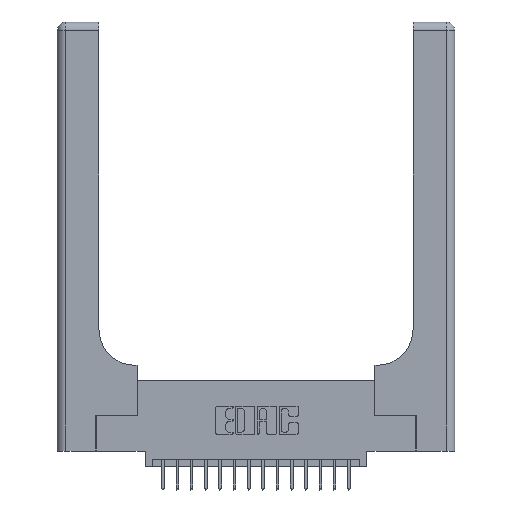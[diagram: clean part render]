
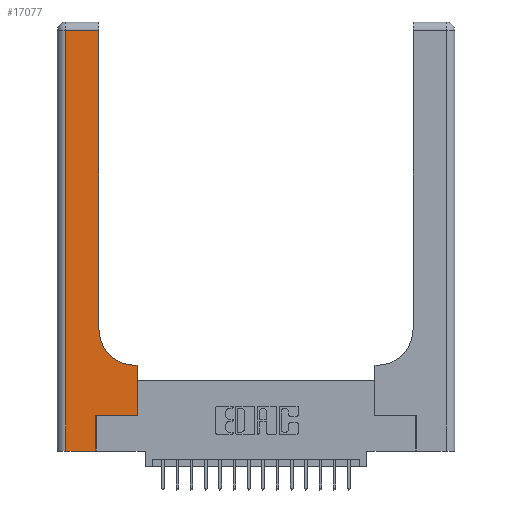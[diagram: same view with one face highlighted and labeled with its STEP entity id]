
A CAD part, top view. The second image highlights one B-rep face of the part: STEP entity #17077.
In plain terms, the highlighted planar face has unit normal (0, 0, 1).
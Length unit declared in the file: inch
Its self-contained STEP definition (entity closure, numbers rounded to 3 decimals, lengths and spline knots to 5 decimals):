
#22 = VECTOR ( 'NONE', #19779, 39.37008 ) ;
#104 = EDGE_CURVE ( 'NONE', #16314, #8073, #13324, .T. ) ;
#249 = EDGE_LOOP ( 'NONE', ( #11087, #19254, #16683, #2683, #4751, #7873, #5410, #5629, #14212 ) ) ;
#387 = CARTESIAN_POINT ( 'NONE',  ( 0., 0., 0.37 ) ) ;
#757 = CARTESIAN_POINT ( 'NONE',  ( 0.269, 0., 0.37 ) ) ;
#1413 = CARTESIAN_POINT ( 'NONE',  ( 0.5415, 0.85, 0.37 ) ) ;
#1419 = CARTESIAN_POINT ( 'NONE',  ( 0., 3., 0.37 ) ) ;
#1491 = LINE ( 'NONE', #6090, #17980 ) ;
#1910 = CARTESIAN_POINT ( 'NONE',  ( 0.5415, 0.6, 0.37 ) ) ;
#2480 = EDGE_CURVE ( 'NONE', #6648, #9605, #7987, .T. ) ;
#2683 = ORIENTED_EDGE ( 'NONE', *, *, #16747, .T. ) ;
#2892 = CARTESIAN_POINT ( 'NONE',  ( 0.269, 0.25, 0.37 ) ) ;
#3085 = DIRECTION ( 'NONE',  ( 1., 0., 0. ) ) ;
#3652 = DIRECTION ( 'NONE',  ( 0., 1., 0. ) ) ;
#3755 = DIRECTION ( 'NONE',  ( 1., 0., 0. ) ) ;
#4751 = ORIENTED_EDGE ( 'NONE', *, *, #6701, .T. ) ;
#4890 = DIRECTION ( 'NONE',  ( 0., -1., 0. ) ) ;
#4932 = CARTESIAN_POINT ( 'NONE',  ( 0.5585, 0.25, 0.37 ) ) ;
#5092 = DIRECTION ( 'NONE',  ( 0., 1., 0. ) ) ;
#5094 = EDGE_CURVE ( 'NONE', #5323, #8121, #8360, .T. ) ;
#5294 = VECTOR ( 'NONE', #4890, 39.37008 ) ;
#5323 = VERTEX_POINT ( 'NONE', #1910 ) ;
#5410 = ORIENTED_EDGE ( 'NONE', *, *, #104, .T. ) ;
#5629 = ORIENTED_EDGE ( 'NONE', *, *, #12714, .T. ) ;
#5862 = DIRECTION ( 'NONE',  ( 0., 1., 0. ) ) ;
#6090 = CARTESIAN_POINT ( 'NONE',  ( 0.2915, 0.6, 0.37 ) ) ;
#6168 = VECTOR ( 'NONE', #3755, 39.37008 ) ;
#6269 = EDGE_CURVE ( 'NONE', #20149, #16314, #16667, .T. ) ;
#6648 = VERTEX_POINT ( 'NONE', #11766 ) ;
#6701 = EDGE_CURVE ( 'NONE', #12095, #20149, #13081, .T. ) ;
#6983 = VECTOR ( 'NONE', #3652, 39.37008 ) ;
#7460 = CARTESIAN_POINT ( 'NONE',  ( 0., 2.94, 0.37 ) ) ;
#7844 = DIRECTION ( 'NONE',  ( 0., 0., -1. ) ) ;
#7873 = ORIENTED_EDGE ( 'NONE', *, *, #6269, .T. ) ;
#7874 = CARTESIAN_POINT ( 'NONE',  ( 0.2915, 0.85, 0.37 ) ) ;
#7987 = LINE ( 'NONE', #7460, #11537 ) ;
#8073 = VERTEX_POINT ( 'NONE', #12326 ) ;
#8121 = VERTEX_POINT ( 'NONE', #7874 ) ;
#8360 = CIRCLE ( 'NONE', #11724, 0.25 ) ;
#8883 = LINE ( 'NONE', #14073, #5294 ) ;
#9034 = VECTOR ( 'NONE', #5862, 39.37008 ) ;
#9605 = VERTEX_POINT ( 'NONE', #19172 ) ;
#10207 = LINE ( 'NONE', #387, #6168 ) ;
#10378 = VERTEX_POINT ( 'NONE', #16550 ) ;
#10777 = AXIS2_PLACEMENT_3D ( 'NONE', #1419, #7844, #18482 ) ;
#11019 = LINE ( 'NONE', #12898, #6983 ) ;
#11087 = ORIENTED_EDGE ( 'NONE', *, *, #18521, .T. ) ;
#11537 = VECTOR ( 'NONE', #13528, 39.37008 ) ;
#11724 = AXIS2_PLACEMENT_3D ( 'NONE', #1413, #12362, #3085 ) ;
#11750 = CARTESIAN_POINT ( 'NONE',  ( 0.269, 0., 0.37 ) ) ;
#11766 = CARTESIAN_POINT ( 'NONE',  ( 0.2915, 2.94, 0.37 ) ) ;
#12095 = VERTEX_POINT ( 'NONE', #11750 ) ;
#12326 = CARTESIAN_POINT ( 'NONE',  ( 0.5585, 0.6, 0.37 ) ) ;
#12362 = DIRECTION ( 'NONE',  ( 0., 0., -1. ) ) ;
#12714 = EDGE_CURVE ( 'NONE', #8073, #5323, #1491, .T. ) ;
#12898 = CARTESIAN_POINT ( 'NONE',  ( 0.2915, 3., 0.37 ) ) ;
#13081 = LINE ( 'NONE', #757, #9034 ) ;
#13324 = LINE ( 'NONE', #4932, #16877 ) ;
#13528 = DIRECTION ( 'NONE',  ( -1., 0., 0. ) ) ;
#14073 = CARTESIAN_POINT ( 'NONE',  ( 0.06, 3., 0.37 ) ) ;
#14212 = ORIENTED_EDGE ( 'NONE', *, *, #5094, .T. ) ;
#14870 = FACE_OUTER_BOUND ( 'NONE', #249, .T. ) ;
#16314 = VERTEX_POINT ( 'NONE', #16391 ) ;
#16391 = CARTESIAN_POINT ( 'NONE',  ( 0.5585, 0.25, 0.37 ) ) ;
#16550 = CARTESIAN_POINT ( 'NONE',  ( 0.06, 0., 0.37 ) ) ;
#16667 = LINE ( 'NONE', #2892, #22 ) ;
#16683 = ORIENTED_EDGE ( 'NONE', *, *, #18378, .T. ) ;
#16747 = EDGE_CURVE ( 'NONE', #10378, #12095, #10207, .T. ) ;
#16877 = VECTOR ( 'NONE', #5092, 39.37008 ) ;
#16965 = PLANE ( 'NONE',  #10777 ) ;
#17077 = ADVANCED_FACE ( 'NONE', ( #14870 ), #16965, .F. ) ;
#17277 = CARTESIAN_POINT ( 'NONE',  ( 0.269, 0.25, 0.37 ) ) ;
#17980 = VECTOR ( 'NONE', #18253, 39.37008 ) ;
#18253 = DIRECTION ( 'NONE',  ( -1., 0., 0. ) ) ;
#18378 = EDGE_CURVE ( 'NONE', #9605, #10378, #8883, .T. ) ;
#18482 = DIRECTION ( 'NONE',  ( -1., 0., 0. ) ) ;
#18521 = EDGE_CURVE ( 'NONE', #8121, #6648, #11019, .T. ) ;
#19172 = CARTESIAN_POINT ( 'NONE',  ( 0.06, 2.94, 0.37 ) ) ;
#19254 = ORIENTED_EDGE ( 'NONE', *, *, #2480, .T. ) ;
#19779 = DIRECTION ( 'NONE',  ( 1., 0., 0. ) ) ;
#20149 = VERTEX_POINT ( 'NONE', #17277 ) ;
